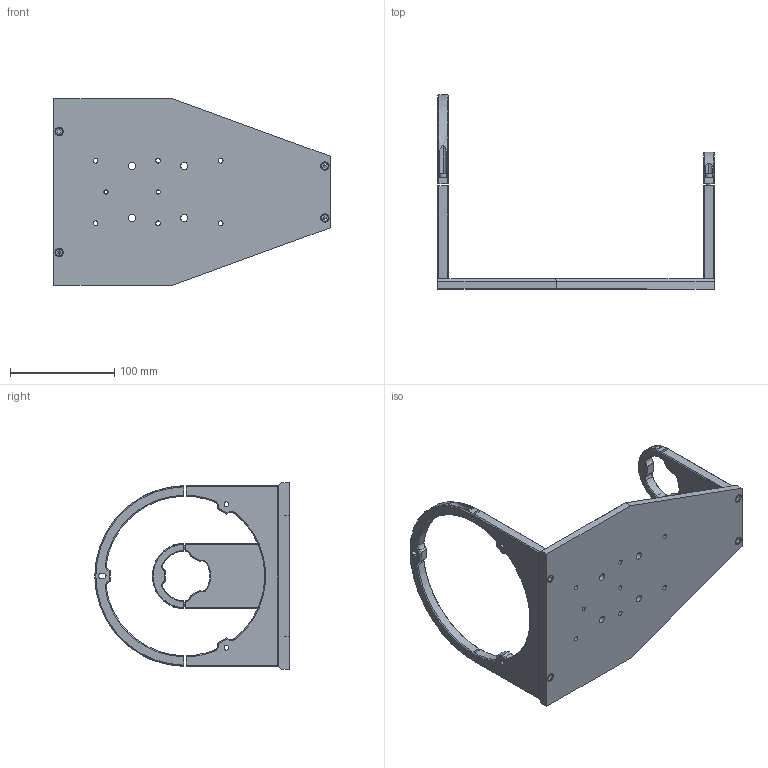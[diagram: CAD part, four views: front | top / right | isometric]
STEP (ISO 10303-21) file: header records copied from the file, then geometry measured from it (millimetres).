
FILE_DESCRIPTION (( 'STEP AP203' ), '1' );
FILE_NAME ('DP50269-B_CMHO096.step', '2021-11-12T11:22:38', ( '' ), ( '' ), 'SwSTEP 2.0', 'SolidWorks 2021', '' );
FILE_SCHEMA (( 'CONFIG_CONTROL_DESIGN' ));
Length unit declared in the file: millimetre
Products named in the file (1): DP50269-B_CMHO096
Bounding box: 265 x 186.5 x 179 mm (x, y, z)
Surface area: 131239.2 mm2 (no closed solid volume)
Topology: 0 solids, 15 shells, 316 faces, 871 edges, 576 vertices
Faces by surface type: plane 154, cylinder 98, cone 48, torus 16
Entity records: 10348 total; most frequent: CARTESIAN_POINT 2008, DIRECTION 1795, ORIENTED_EDGE 1568, EDGE_CURVE 871, AXIS2_PLACEMENT_3D 645, VERTEX_POINT 576, LINE 505, VECTOR 505
